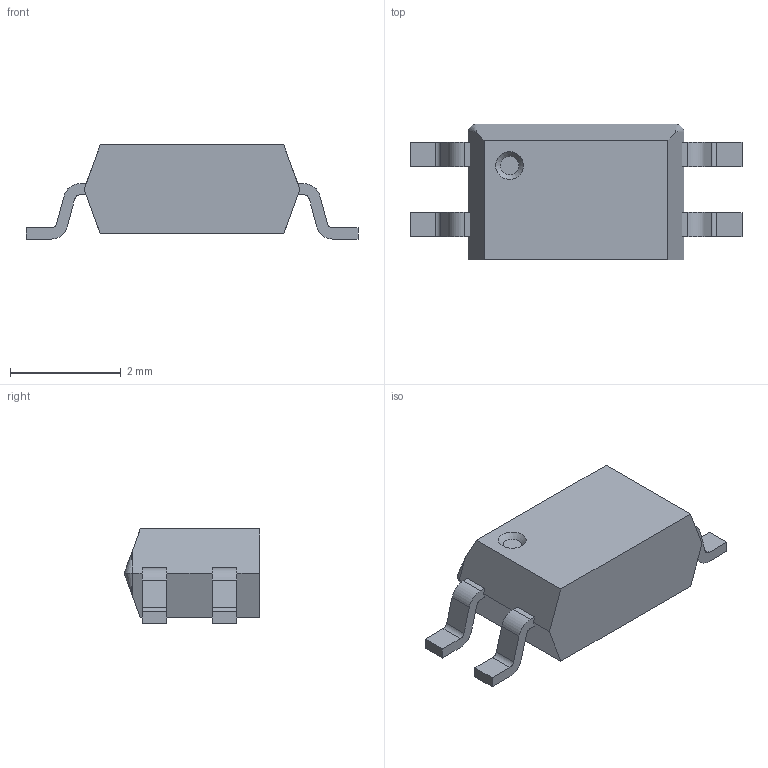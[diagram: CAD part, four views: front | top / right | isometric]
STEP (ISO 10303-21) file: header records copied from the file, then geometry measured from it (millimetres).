
FILE_DESCRIPTION( ( '' ), ' ' );
FILE_NAME( '5869ea23510777104875ab35.step', '2017-01-02T05:50:27', ( '' ), ( '' ), ' ', ' ', ' ' );
FILE_SCHEMA( ( 'AUTOMOTIVE_DESIGN { 1 0 10303 214 1 1 1 1 }' ) );
Length unit declared in the file: metre
Products named in the file (1): User Library-so8-3
Bounding box: 6 x 2.45 x 1.7 mm (x, y, z)
Volume: 13.9 mm3; surface area: 42.3 mm2
Topology: 1 solids, 1 shells, 67 faces, 192 edges, 124 vertices
Faces by surface type: plane 46, cylinder 16, cone 5
Entity records: 2693 total; most frequent: CARTESIAN_POINT 379, ORIENTED_EDGE 374, DIRECTION 359, EDGE_CURVE 187, LINE 151, VECTOR 151, VERTEX_POINT 124, AXIS2_PLACEMENT_3D 104
